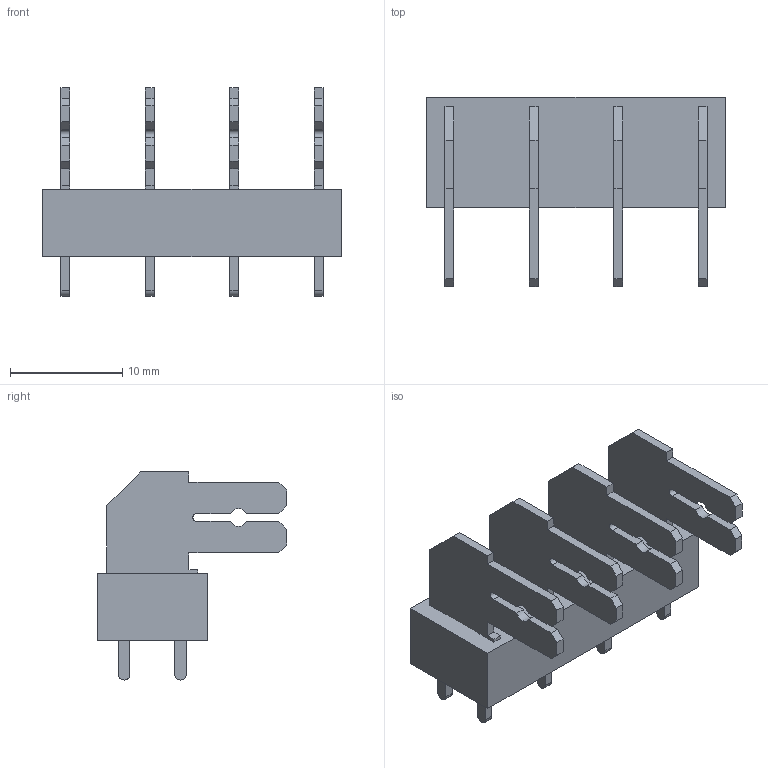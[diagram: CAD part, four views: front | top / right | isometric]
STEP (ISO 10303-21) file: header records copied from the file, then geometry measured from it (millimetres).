
FILE_DESCRIPTION(('CATIA V5 STEP','CAx-IF Rec.Pracs.--- Model Styling and Organization---1.2---2011-12-15'),'2;1');
FILE_NAME ('D1464939_0_9511610000_9511610000.stp','2018-09-01T07:25:07+00:00',('none'),('Weidmueller'),'CATIA Version 5-6 Release 2014','CATIA V5 STEP AP214','none');
FILE_SCHEMA(('AUTOMOTIVE_DESIGN { 1 0 10303 214 1 1 1 1 }'));
Length unit declared in the file: millimetre
Products named in the file (1): 9511610000
Bounding box: 26.5 x 16.85 x 18.5 mm (x, y, z)
Volume: 1927.3 mm3; surface area: 2461.5 mm2
Topology: 5 solids, 5 shells, 170 faces, 480 edges, 320 vertices
Faces by surface type: plane 150, cylinder 20
Entity records: 4856 total; most frequent: ORIENTED_EDGE 960, CARTESIAN_POINT 854, DIRECTION 586, EDGE_CURVE 480, VECTOR 440, LINE 440, VERTEX_POINT 320, EDGE_LOOP 186
